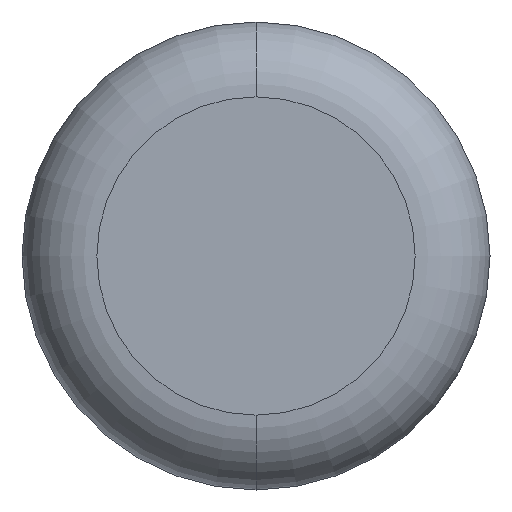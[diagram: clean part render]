
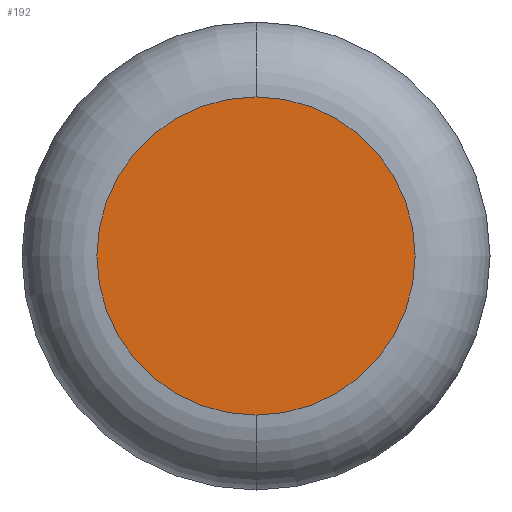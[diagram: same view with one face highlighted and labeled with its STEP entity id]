
A CAD part, front view. The second image highlights one B-rep face of the part: STEP entity #192.
In plain terms, the highlighted planar face has unit normal (0, -1, 0).
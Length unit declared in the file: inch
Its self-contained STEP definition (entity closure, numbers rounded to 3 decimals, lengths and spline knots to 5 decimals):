
#5 = CARTESIAN_POINT ( 'NONE',  ( 0., 0., 0. ) ) ;
#30 = DIRECTION ( 'NONE',  ( 0., 0., -1. ) ) ;
#31 = DIRECTION ( 'NONE',  ( 0., -1., 0. ) ) ;
#34 = AXIS2_PLACEMENT_3D ( 'NONE', #5, #31, #196 ) ;
#56 = PLANE ( 'NONE',  #78 ) ;
#78 = AXIS2_PLACEMENT_3D ( 'NONE', #337, #129, #30 ) ;
#79 = CARTESIAN_POINT ( 'NONE',  ( 0., 0., 0. ) ) ;
#116 = CIRCLE ( 'NONE', #329, 0.255 ) ;
#121 = EDGE_CURVE ( 'NONE', #391, #388, #222, .T. ) ;
#126 = DIRECTION ( 'NONE',  ( 0., -1., 0. ) ) ;
#129 = DIRECTION ( 'NONE',  ( 0., -1., 0. ) ) ;
#192 = ADVANCED_FACE ( 'NONE', ( #364 ), #56, .T. ) ;
#194 = ORIENTED_EDGE ( 'NONE', *, *, #121, .T. ) ;
#196 = DIRECTION ( 'NONE',  ( 0., 0., -1. ) ) ;
#215 = ORIENTED_EDGE ( 'NONE', *, *, #343, .T. ) ;
#220 = DIRECTION ( 'NONE',  ( 0., 0., -1. ) ) ;
#222 = CIRCLE ( 'NONE', #34, 0.255 ) ;
#329 = AXIS2_PLACEMENT_3D ( 'NONE', #79, #126, #220 ) ;
#337 = CARTESIAN_POINT ( 'NONE',  ( 0., 0., 0. ) ) ;
#343 = EDGE_CURVE ( 'NONE', #388, #391, #116, .T. ) ;
#344 = EDGE_LOOP ( 'NONE', ( #194, #215 ) ) ;
#362 = CARTESIAN_POINT ( 'NONE',  ( 0., 0., -0.255 ) ) ;
#364 = FACE_OUTER_BOUND ( 'NONE', #344, .T. ) ;
#366 = CARTESIAN_POINT ( 'NONE',  ( 0., 0., 0.255 ) ) ;
#388 = VERTEX_POINT ( 'NONE', #366 ) ;
#391 = VERTEX_POINT ( 'NONE', #362 ) ;
